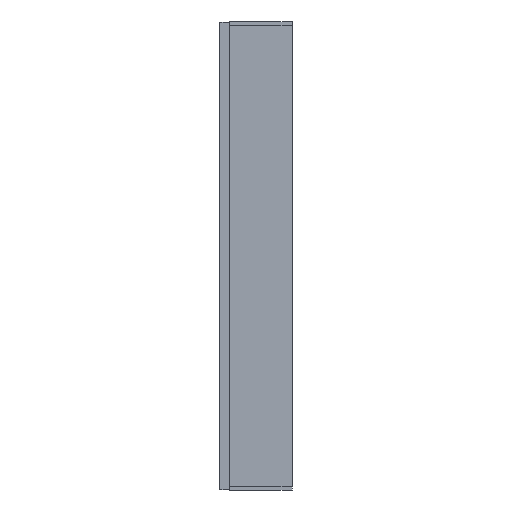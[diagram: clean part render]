
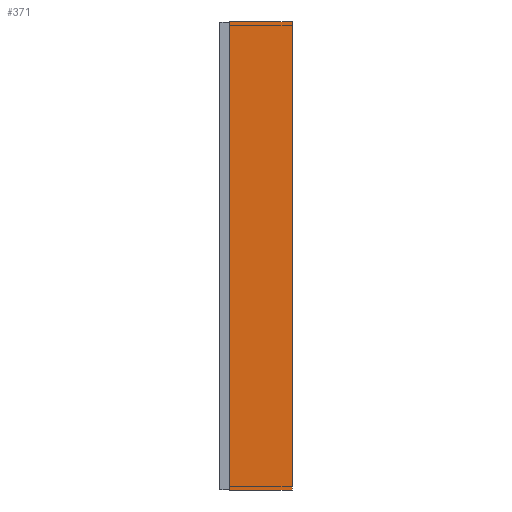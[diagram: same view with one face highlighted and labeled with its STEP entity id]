
A CAD part, left-side view. The second image highlights one B-rep face of the part: STEP entity #371.
In plain terms, the highlighted planar face has unit normal (-1, 0, 0).
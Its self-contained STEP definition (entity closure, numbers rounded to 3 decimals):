
#35=FACE_OUTER_BOUND('',#58,.T.);
#58=EDGE_LOOP('',(#315,#316,#317,#318));
#83=LINE('',#545,#131);
#106=LINE('',#590,#154);
#107=LINE('',#593,#155);
#108=LINE('',#594,#156);
#131=VECTOR('',#443,10.);
#154=VECTOR('',#486,10.);
#155=VECTOR('',#489,10.);
#156=VECTOR('',#490,10.);
#176=VERTEX_POINT('',#542);
#177=VERTEX_POINT('',#544);
#189=VERTEX_POINT('',#588);
#190=VERTEX_POINT('',#592);
#211=EDGE_CURVE('',#176,#177,#83,.T.);
#234=EDGE_CURVE('',#189,#177,#106,.T.);
#235=EDGE_CURVE('',#189,#190,#107,.T.);
#236=EDGE_CURVE('',#190,#176,#108,.T.);
#315=ORIENTED_EDGE('',*,*,#235,.F.);
#316=ORIENTED_EDGE('',*,*,#234,.T.);
#317=ORIENTED_EDGE('',*,*,#211,.F.);
#318=ORIENTED_EDGE('',*,*,#236,.F.);
#351=PLANE('',#405);
#371=ADVANCED_FACE('',(#35),#351,.T.);
#405=AXIS2_PLACEMENT_3D('',#591,#487,#488);
#443=DIRECTION('',(0.,0.,1.));
#486=DIRECTION('',(0.,1.,0.));
#487=DIRECTION('center_axis',(-1.,0.,0.));
#488=DIRECTION('ref_axis',(0.,0.,1.));
#489=DIRECTION('',(0.,0.,-1.));
#490=DIRECTION('',(0.,1.,0.));
#542=CARTESIAN_POINT('',(-18.475,1.65,-25.871));
#544=CARTESIAN_POINT('',(-18.475,1.65,-13.564));
#545=CARTESIAN_POINT('',(-18.475,1.65,-13.564));
#588=CARTESIAN_POINT('',(-18.475,0.,-13.564));
#590=CARTESIAN_POINT('',(-18.475,0.,-13.564));
#591=CARTESIAN_POINT('Origin',(-18.475,0.,-25.871));
#592=CARTESIAN_POINT('',(-18.475,0.,-25.871));
#593=CARTESIAN_POINT('',(-18.475,0.,-13.564));
#594=CARTESIAN_POINT('',(-18.475,0.,-25.871));
